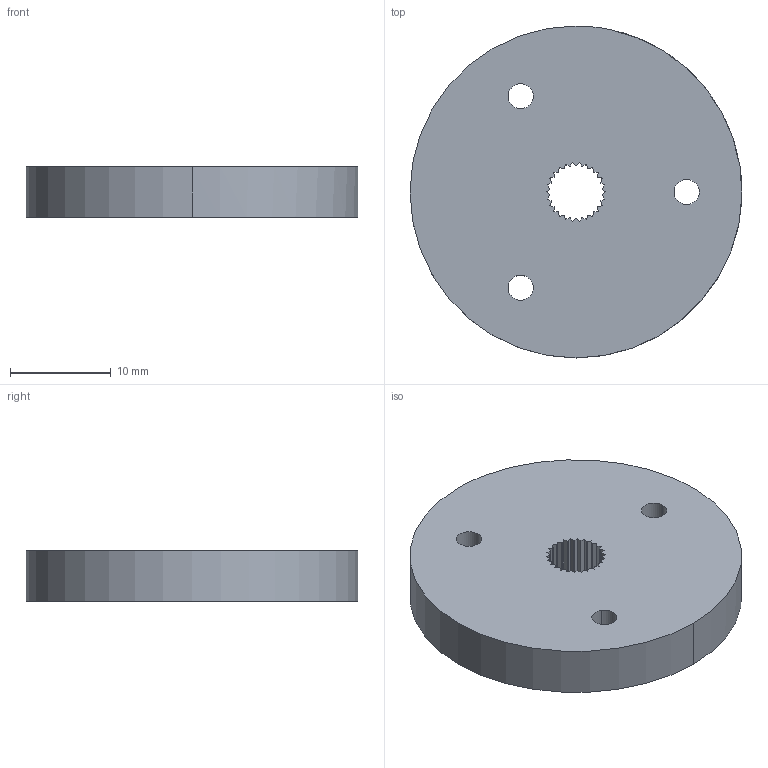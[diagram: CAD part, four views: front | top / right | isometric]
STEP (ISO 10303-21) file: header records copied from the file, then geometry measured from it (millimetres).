
FILE_DESCRIPTION(('STEP AP214'),'1');
FILE_NAME('servo_adapter.stp','2022-02-12T22:36:17',(' '),(' '),'Spatial InterOp 3D',' ',' ');
FILE_SCHEMA(('AUTOMOTIVE_DESIGN { 1 0 10303 214 1 1 1 1 }'));
Length unit declared in the file: metre
Products named in the file (1): llave b
Bounding box: 33 x 33 x 5 mm (x, y, z)
Volume: 4082.9 mm3; surface area: 2392 mm2
Topology: 1 solids, 1 shells, 88 faces, 260 edges, 174 vertices
Faces by surface type: plane 54, cylinder 34
Entity records: 2991 total; most frequent: CARTESIAN_POINT 523, ORIENTED_EDGE 520, DIRECTION 508, EDGE_CURVE 260, LINE 190, VECTOR 190, VERTEX_POINT 174, AXIS2_PLACEMENT_3D 159
